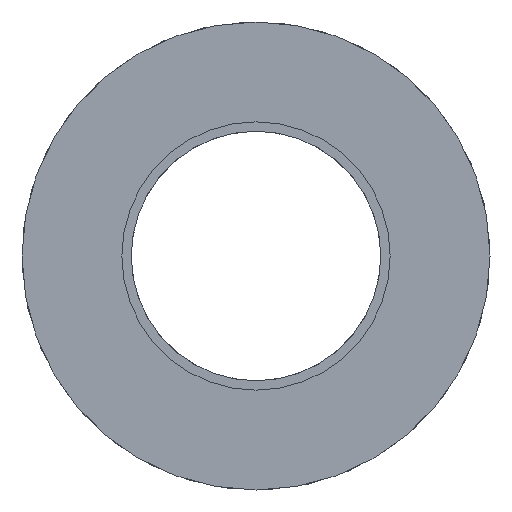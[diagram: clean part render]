
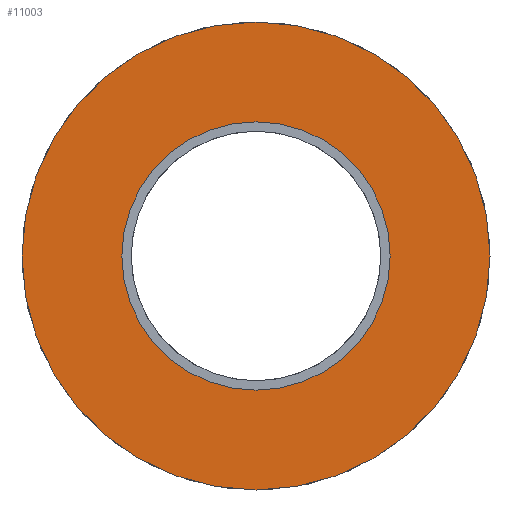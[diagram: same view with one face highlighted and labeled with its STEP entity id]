
A CAD part, front view. The second image highlights one B-rep face of the part: STEP entity #11003.
In plain terms, the highlighted planar face has unit normal (0, -1, 0).
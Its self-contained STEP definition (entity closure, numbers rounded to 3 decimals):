
#45 = EDGE_LOOP ( 'NONE', ( #2383, #2477 ) ) ;
#284 = VERTEX_POINT ( 'NONE', #3450 ) ;
#1311 = DIRECTION ( 'NONE',  ( 0., 0., 1. ) ) ;
#1376 = DIRECTION ( 'NONE',  ( 0., 1., 0. ) ) ;
#1440 = DIRECTION ( 'NONE',  ( 0., 0., 1. ) ) ;
#1572 = PLANE ( 'NONE',  #2221 ) ;
#2221 = AXIS2_PLACEMENT_3D ( 'NONE', #11404, #10627, #9743 ) ;
#2289 = FACE_BOUND ( 'NONE', #45, .T. ) ;
#2319 = EDGE_CURVE ( 'NONE', #11177, #3089, #9195, .T. ) ;
#2345 = FACE_OUTER_BOUND ( 'NONE', #6064, .T. ) ;
#2383 = ORIENTED_EDGE ( 'NONE', *, *, #2319, .T. ) ;
#2477 = ORIENTED_EDGE ( 'NONE', *, *, #9849, .T. ) ;
#2636 = CARTESIAN_POINT ( 'NONE',  ( 0., 0., 0. ) ) ;
#3089 = VERTEX_POINT ( 'NONE', #5778 ) ;
#3450 = CARTESIAN_POINT ( 'NONE',  ( 0., 0., 15. ) ) ;
#3569 = CARTESIAN_POINT ( 'NONE',  ( 0., 0., 0. ) ) ;
#4239 = CARTESIAN_POINT ( 'NONE',  ( 0., 0., 0. ) ) ;
#4442 = AXIS2_PLACEMENT_3D ( 'NONE', #9167, #5767, #9344 ) ;
#4502 = DIRECTION ( 'NONE',  ( 0., 0., 1. ) ) ;
#5240 = CIRCLE ( 'NONE', #5621, 8.6 ) ;
#5504 = AXIS2_PLACEMENT_3D ( 'NONE', #4239, #1376, #1311 ) ;
#5621 = AXIS2_PLACEMENT_3D ( 'NONE', #2636, #7172, #4502 ) ;
#5767 = DIRECTION ( 'NONE',  ( 0., 1., 0. ) ) ;
#5778 = CARTESIAN_POINT ( 'NONE',  ( 0., 0., -8.6 ) ) ;
#6064 = EDGE_LOOP ( 'NONE', ( #6457, #9574 ) ) ;
#6457 = ORIENTED_EDGE ( 'NONE', *, *, #11754, .F. ) ;
#6487 = CARTESIAN_POINT ( 'NONE',  ( 0., 0., -15. ) ) ;
#7172 = DIRECTION ( 'NONE',  ( 0., 1., 0. ) ) ;
#7532 = AXIS2_PLACEMENT_3D ( 'NONE', #3569, #8885, #1440 ) ;
#8670 = CIRCLE ( 'NONE', #7532, 15. ) ;
#8885 = DIRECTION ( 'NONE',  ( 0., 1., 0. ) ) ;
#8933 = CIRCLE ( 'NONE', #5504, 15. ) ;
#9167 = CARTESIAN_POINT ( 'NONE',  ( 0., 0., 0. ) ) ;
#9195 = CIRCLE ( 'NONE', #4442, 8.6 ) ;
#9344 = DIRECTION ( 'NONE',  ( 0., 0., 1. ) ) ;
#9574 = ORIENTED_EDGE ( 'NONE', *, *, #10210, .F. ) ;
#9743 = DIRECTION ( 'NONE',  ( 0., 0., -1. ) ) ;
#9849 = EDGE_CURVE ( 'NONE', #3089, #11177, #5240, .T. ) ;
#10095 = CARTESIAN_POINT ( 'NONE',  ( 0., 0., 8.6 ) ) ;
#10210 = EDGE_CURVE ( 'NONE', #10397, #284, #8670, .T. ) ;
#10397 = VERTEX_POINT ( 'NONE', #6487 ) ;
#10627 = DIRECTION ( 'NONE',  ( 0., -1., 0. ) ) ;
#11003 = ADVANCED_FACE ( 'NONE', ( #2289, #2345 ), #1572, .T. ) ;
#11177 = VERTEX_POINT ( 'NONE', #10095 ) ;
#11404 = CARTESIAN_POINT ( 'NONE',  ( 0., 0., 8.6 ) ) ;
#11754 = EDGE_CURVE ( 'NONE', #284, #10397, #8933, .T. ) ;
